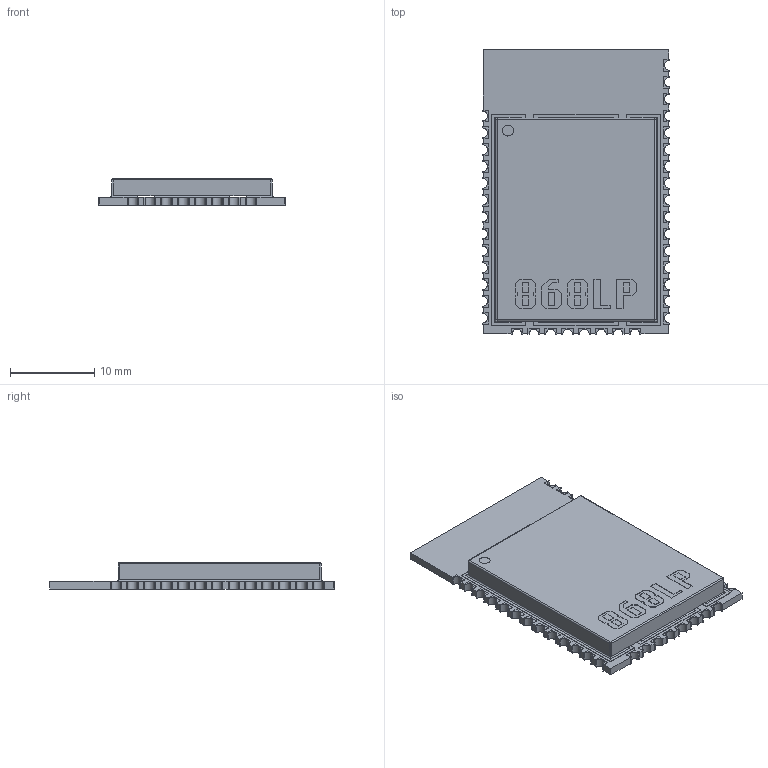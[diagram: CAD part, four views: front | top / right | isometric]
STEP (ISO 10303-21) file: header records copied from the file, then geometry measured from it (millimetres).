
FILE_DESCRIPTION(/* description */ ('model of Module_XBee-868LP'),/* implementation_level */ '2;1');
FILE_NAME(/* name */ 'Module_XBee-868LP.stp',/* time_stamp */ '2016-01-10T12:33:00',/* author */ ('Joan The Spark',''),/* organization */ (''),/* preprocessor_version */ '',/* originating_system */ '',/* authorisation */ '');
FILE_SCHEMA (('AUTOMOTIVE_DESIGN { 1 0 10303 214 3 1 1 }'));
Length unit declared in the file: millimetre
Products named in the file (1): Module_XBee-868LP
Bounding box: 22.2 x 33.83 x 3.2 mm (x, y, z)
Volume: 1680.6 mm3; surface area: 2007.1 mm2
Topology: 1 solids, 1 shells, 537 faces, 1530 edges, 1012 vertices
Faces by surface type: plane 487, cylinder 50
Full cylindrical faces by diameter (mm): 1.3 x1
Entity records: 17697 total; most frequent: CARTESIAN_POINT 3079, ORIENTED_EDGE 3058, DIRECTION 2701, EDGE_CURVE 1529, LINE 1433, VECTOR 1433, VERTEX_POINT 1012, AXIS2_PLACEMENT_3D 634
